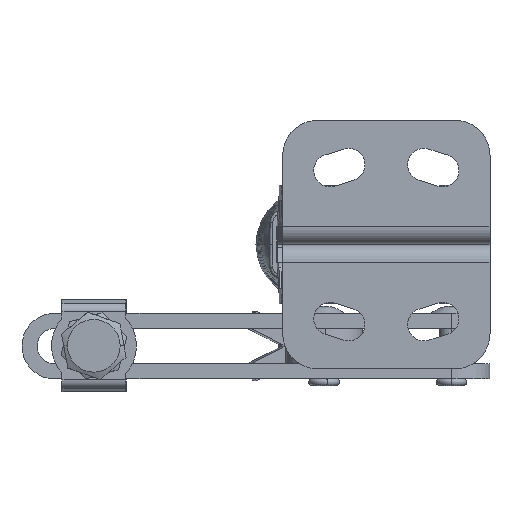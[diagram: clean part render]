
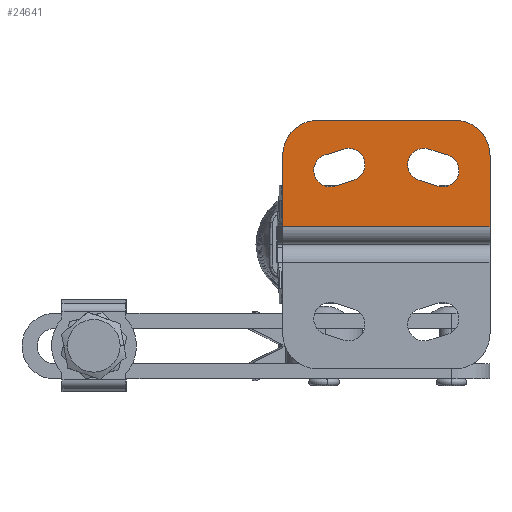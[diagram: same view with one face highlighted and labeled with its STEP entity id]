
A CAD part, front view. The second image highlights one B-rep face of the part: STEP entity #24641.
In plain terms, the highlighted planar face has unit normal (0, -1, 0).
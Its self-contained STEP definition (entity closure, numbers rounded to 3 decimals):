
#285 = LINE ( 'NONE', #27010, #14727 ) ;
#594 = CARTESIAN_POINT ( 'NONE',  ( 23.85, 0., 13.5 ) ) ;
#697 = ORIENTED_EDGE ( 'NONE', *, *, #25624, .T. ) ;
#742 = VERTEX_POINT ( 'NONE', #9041 ) ;
#1293 = ORIENTED_EDGE ( 'NONE', *, *, #12842, .T. ) ;
#1485 = ORIENTED_EDGE ( 'NONE', *, *, #1992, .T. ) ;
#1595 = ORIENTED_EDGE ( 'NONE', *, *, #5564, .T. ) ;
#1610 = VECTOR ( 'NONE', #34106, 1000. ) ;
#1992 = EDGE_CURVE ( 'NONE', #11952, #16801, #20883, .T. ) ;
#2087 = ORIENTED_EDGE ( 'NONE', *, *, #37011, .F. ) ;
#2771 = DIRECTION ( 'NONE',  ( 0., 0., 1. ) ) ;
#3088 = CARTESIAN_POINT ( 'NONE',  ( 5.25, 0., 12.5 ) ) ;
#3380 = PLANE ( 'NONE',  #13717 ) ;
#3532 = DIRECTION ( 'NONE',  ( 0., 0., 1. ) ) ;
#4433 = LINE ( 'NONE', #5840, #19704 ) ;
#4686 = EDGE_LOOP ( 'NONE', ( #35447, #24159, #1595, #9892, #1293 ) ) ;
#4824 = DIRECTION ( 'NONE',  ( 0., 1., 0. ) ) ;
#5045 = VERTEX_POINT ( 'NONE', #20096 ) ;
#5564 = EDGE_CURVE ( 'NONE', #22787, #7497, #25565, .T. ) ;
#5840 = CARTESIAN_POINT ( 'NONE',  ( 0., 0., 3. ) ) ;
#5895 = FACE_BOUND ( 'NONE', #4686, .T. ) ;
#6214 = CARTESIAN_POINT ( 'NONE',  ( 29., 0., 21. ) ) ;
#6281 = DIRECTION ( 'NONE',  ( 0., 0., 1. ) ) ;
#7321 = VERTEX_POINT ( 'NONE', #3088 ) ;
#7497 = VERTEX_POINT ( 'NONE', #17010 ) ;
#7574 = DIRECTION ( 'NONE',  ( 1., 0., 0. ) ) ;
#7768 = CARTESIAN_POINT ( 'NONE',  ( 23.85, 0., 13.5 ) ) ;
#7844 = CIRCLE ( 'NONE', #13660, 2.75 ) ;
#7923 = EDGE_CURVE ( 'NONE', #32767, #24184, #13738, .T. ) ;
#7980 = CARTESIAN_POINT ( 'NONE',  ( 27., 0., 12.5 ) ) ;
#7981 = CIRCLE ( 'NONE', #9688, 2.75 ) ;
#8214 = VERTEX_POINT ( 'NONE', #34619 ) ;
#8626 = ORIENTED_EDGE ( 'NONE', *, *, #30894, .T. ) ;
#9041 = CARTESIAN_POINT ( 'NONE',  ( 35., 0., 3. ) ) ;
#9688 = AXIS2_PLACEMENT_3D ( 'NONE', #14591, #34774, #17490 ) ;
#9780 = DIRECTION ( 'NONE',  ( 0., 0., -1. ) ) ;
#9892 = ORIENTED_EDGE ( 'NONE', *, *, #21273, .T. ) ;
#10457 = CARTESIAN_POINT ( 'NONE',  ( 0., 0., 21. ) ) ;
#10677 = DIRECTION ( 'NONE',  ( 0., 0., 1. ) ) ;
#10875 = DIRECTION ( 'NONE',  ( 0., 0., 1. ) ) ;
#11057 = VERTEX_POINT ( 'NONE', #24023 ) ;
#11840 = EDGE_CURVE ( 'NONE', #24225, #15146, #27849, .T. ) ;
#11952 = VERTEX_POINT ( 'NONE', #32755 ) ;
#11993 = CARTESIAN_POINT ( 'NONE',  ( 21.1, 0., 13.5 ) ) ;
#12629 = DIRECTION ( 'NONE',  ( 0.953, 0., -0.303 ) ) ;
#12673 = CARTESIAN_POINT ( 'NONE',  ( 26.168, 0., 9.879 ) ) ;
#12842 = EDGE_CURVE ( 'NONE', #7321, #32767, #7981, .T. ) ;
#12971 = EDGE_LOOP ( 'NONE', ( #2087, #30790, #29225, #20239, #17322, #8626 ) ) ;
#13563 = CARTESIAN_POINT ( 'NONE',  ( 35., 0., 15. ) ) ;
#13660 = AXIS2_PLACEMENT_3D ( 'NONE', #37297, #19988, #2771 ) ;
#13717 = AXIS2_PLACEMENT_3D ( 'NONE', #17708, #32116, #6281 ) ;
#13738 = LINE ( 'NONE', #33378, #27273 ) ;
#14175 = CIRCLE ( 'NONE', #24644, 6. ) ;
#14369 = CARTESIAN_POINT ( 'NONE',  ( 10.318, 0., 16.121 ) ) ;
#14492 = CARTESIAN_POINT ( 'NONE',  ( 11.982, 0., 10.879 ) ) ;
#14591 = CARTESIAN_POINT ( 'NONE',  ( 8., 0., 12.5 ) ) ;
#14727 = VECTOR ( 'NONE', #9780, 1000. ) ;
#15001 = DIRECTION ( 'NONE',  ( 0., -1., 0. ) ) ;
#15086 = ORIENTED_EDGE ( 'NONE', *, *, #11840, .T. ) ;
#15146 = VERTEX_POINT ( 'NONE', #23455 ) ;
#15172 = EDGE_CURVE ( 'NONE', #8214, #5045, #14175, .T. ) ;
#15367 = FACE_OUTER_BOUND ( 'NONE', #12971, .T. ) ;
#15373 = DIRECTION ( 'NONE',  ( 0., -1., 0. ) ) ;
#15715 = DIRECTION ( 'NONE',  ( -0.953, 0., -0.303 ) ) ;
#16801 = VERTEX_POINT ( 'NONE', #12673 ) ;
#16817 = CARTESIAN_POINT ( 'NONE',  ( 4.38, 0., 16.796 ) ) ;
#17010 = CARTESIAN_POINT ( 'NONE',  ( 8.832, 0., 9.879 ) ) ;
#17107 = CARTESIAN_POINT ( 'NONE',  ( 35., 0., 3. ) ) ;
#17151 = CARTESIAN_POINT ( 'NONE',  ( 7.168, 0., 15.121 ) ) ;
#17243 = EDGE_CURVE ( 'NONE', #32168, #34414, #34413, .T. ) ;
#17322 = ORIENTED_EDGE ( 'NONE', *, *, #33934, .T. ) ;
#17490 = DIRECTION ( 'NONE',  ( 0., 0., 1. ) ) ;
#17708 = CARTESIAN_POINT ( 'NONE',  ( 0., 0., 3. ) ) ;
#17713 = EDGE_CURVE ( 'NONE', #16801, #34662, #24601, .T. ) ;
#17906 = VECTOR ( 'NONE', #15715, 1000. ) ;
#18493 = CARTESIAN_POINT ( 'NONE',  ( 6.044, 0., 22.038 ) ) ;
#19055 = VECTOR ( 'NONE', #19963, 1000. ) ;
#19704 = VECTOR ( 'NONE', #28629, 1000. ) ;
#19963 = DIRECTION ( 'NONE',  ( 0., 0., -1. ) ) ;
#19988 = DIRECTION ( 'NONE',  ( 0., 1., 0. ) ) ;
#20096 = CARTESIAN_POINT ( 'NONE',  ( 0., 0., 15. ) ) ;
#20239 = ORIENTED_EDGE ( 'NONE', *, *, #15172, .T. ) ;
#20309 = AXIS2_PLACEMENT_3D ( 'NONE', #22068, #4824, #24945 ) ;
#20757 = DIRECTION ( 'NONE',  ( 0., 1., 0. ) ) ;
#20817 = ORIENTED_EDGE ( 'NONE', *, *, #17713, .T. ) ;
#20883 = CIRCLE ( 'NONE', #32205, 2.75 ) ;
#21048 = CIRCLE ( 'NONE', #23787, 2.75 ) ;
#21273 = EDGE_CURVE ( 'NONE', #7497, #7321, #7844, .T. ) ;
#21491 = CARTESIAN_POINT ( 'NONE',  ( -1.175, 0., 6.702 ) ) ;
#22068 = CARTESIAN_POINT ( 'NONE',  ( 11.15, 0., 13.5 ) ) ;
#22787 = VERTEX_POINT ( 'NONE', #14492 ) ;
#23455 = CARTESIAN_POINT ( 'NONE',  ( 24.682, 0., 16.121 ) ) ;
#23787 = AXIS2_PLACEMENT_3D ( 'NONE', #7768, #27925, #10677 ) ;
#24023 = CARTESIAN_POINT ( 'NONE',  ( 0., 0., 3. ) ) ;
#24026 = CARTESIAN_POINT ( 'NONE',  ( 23.018, 0., 10.879 ) ) ;
#24159 = ORIENTED_EDGE ( 'NONE', *, *, #31126, .T. ) ;
#24184 = VERTEX_POINT ( 'NONE', #14369 ) ;
#24225 = VERTEX_POINT ( 'NONE', #11993 ) ;
#24601 = LINE ( 'NONE', #16817, #1610 ) ;
#24641 = ADVANCED_FACE ( 'NONE', ( #28880, #5895, #15367 ), #3380, .F. ) ;
#24644 = AXIS2_PLACEMENT_3D ( 'NONE', #32650, #15373, #35559 ) ;
#24945 = DIRECTION ( 'NONE',  ( 0., 0., 1. ) ) ;
#25243 = ORIENTED_EDGE ( 'NONE', *, *, #33460, .T. ) ;
#25321 = AXIS2_PLACEMENT_3D ( 'NONE', #594, #20757, #3532 ) ;
#25411 = AXIS2_PLACEMENT_3D ( 'NONE', #32303, #15001, #35194 ) ;
#25565 = LINE ( 'NONE', #21491, #17906 ) ;
#25595 = CIRCLE ( 'NONE', #20309, 2.75 ) ;
#25624 = EDGE_CURVE ( 'NONE', #15146, #11952, #28854, .T. ) ;
#26882 = EDGE_LOOP ( 'NONE', ( #697, #1485, #20817, #25243, #15086 ) ) ;
#27010 = CARTESIAN_POINT ( 'NONE',  ( 0., 0., 3. ) ) ;
#27273 = VECTOR ( 'NONE', #36257, 1000. ) ;
#27661 = LINE ( 'NONE', #17107, #19055 ) ;
#27849 = CIRCLE ( 'NONE', #25321, 2.75 ) ;
#27925 = DIRECTION ( 'NONE',  ( 0., 1., 0. ) ) ;
#28106 = DIRECTION ( 'NONE',  ( 0., 1., 0. ) ) ;
#28566 = VECTOR ( 'NONE', #7574, 1000. ) ;
#28629 = DIRECTION ( 'NONE',  ( 1., 0., 0. ) ) ;
#28854 = LINE ( 'NONE', #18493, #36510 ) ;
#28880 = FACE_BOUND ( 'NONE', #26882, .T. ) ;
#29225 = ORIENTED_EDGE ( 'NONE', *, *, #36843, .F. ) ;
#30790 = ORIENTED_EDGE ( 'NONE', *, *, #17243, .T. ) ;
#30894 = EDGE_CURVE ( 'NONE', #11057, #742, #4433, .T. ) ;
#31126 = EDGE_CURVE ( 'NONE', #24184, #22787, #25595, .T. ) ;
#32116 = DIRECTION ( 'NONE',  ( 0., 1., 0. ) ) ;
#32168 = VERTEX_POINT ( 'NONE', #13563 ) ;
#32205 = AXIS2_PLACEMENT_3D ( 'NONE', #7980, #28106, #10875 ) ;
#32303 = CARTESIAN_POINT ( 'NONE',  ( 29., 0., 15. ) ) ;
#32650 = CARTESIAN_POINT ( 'NONE',  ( 6., 0., 15. ) ) ;
#32755 = CARTESIAN_POINT ( 'NONE',  ( 27.832, 0., 15.121 ) ) ;
#32767 = VERTEX_POINT ( 'NONE', #17151 ) ;
#33378 = CARTESIAN_POINT ( 'NONE',  ( -2.839, 0., 11.944 ) ) ;
#33460 = EDGE_CURVE ( 'NONE', #34662, #24225, #21048, .T. ) ;
#33934 = EDGE_CURVE ( 'NONE', #5045, #11057, #285, .T. ) ;
#34106 = DIRECTION ( 'NONE',  ( -0.953, 0., 0.303 ) ) ;
#34413 = CIRCLE ( 'NONE', #25411, 6. ) ;
#34414 = VERTEX_POINT ( 'NONE', #6214 ) ;
#34619 = CARTESIAN_POINT ( 'NONE',  ( 6., 0., 21. ) ) ;
#34662 = VERTEX_POINT ( 'NONE', #24026 ) ;
#34774 = DIRECTION ( 'NONE',  ( 0., 1., 0. ) ) ;
#35194 = DIRECTION ( 'NONE',  ( 0., 0., 1. ) ) ;
#35447 = ORIENTED_EDGE ( 'NONE', *, *, #7923, .T. ) ;
#35559 = DIRECTION ( 'NONE',  ( 0., 0., 1. ) ) ;
#36232 = LINE ( 'NONE', #10457, #28566 ) ;
#36257 = DIRECTION ( 'NONE',  ( 0.953, 0., 0.303 ) ) ;
#36510 = VECTOR ( 'NONE', #12629, 1000. ) ;
#36843 = EDGE_CURVE ( 'NONE', #8214, #34414, #36232, .T. ) ;
#37011 = EDGE_CURVE ( 'NONE', #32168, #742, #27661, .T. ) ;
#37297 = CARTESIAN_POINT ( 'NONE',  ( 8., 0., 12.5 ) ) ;
